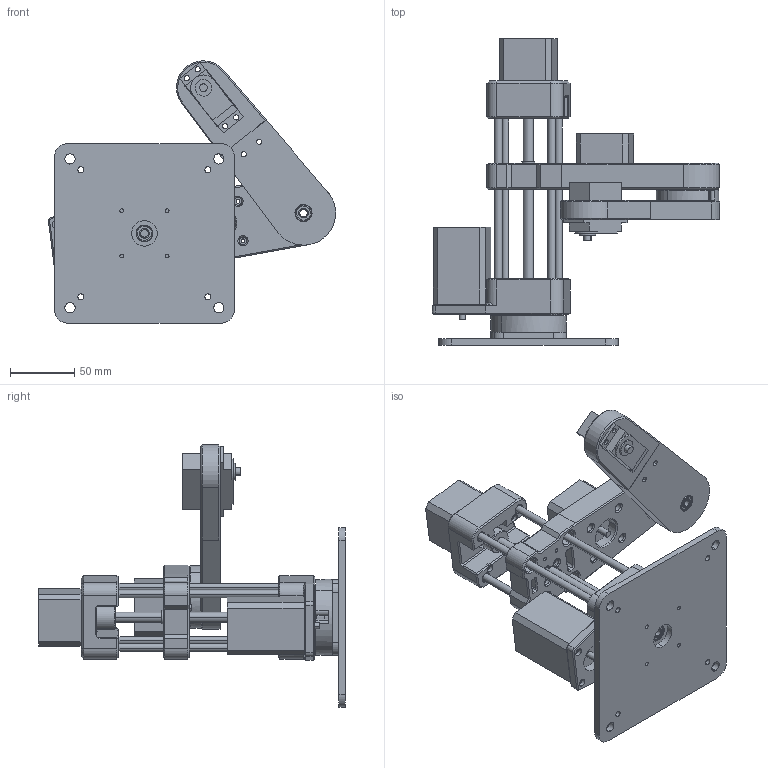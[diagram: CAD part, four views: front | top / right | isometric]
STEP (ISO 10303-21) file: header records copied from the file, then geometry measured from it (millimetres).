
FILE_DESCRIPTION (( 'STEP AP203' ), '1' );
FILE_NAME ('蚾饜 .STEP', '2021-10-12T16:03:16', ( '' ), ( '' ), 'SwSTEP 2.0', 'SolidWorks 2016', '' );
FILE_SCHEMA (( 'CONFIG_CONTROL_DESIGN' ));
Length unit declared in the file: millimetre
Products named in the file (18): 686zz; 薊粣ん1; x粣蛌怢; 42祭輛60mm; 蚾饜 ; 嗆儂; x粣翋旋; 階(佪裝z); y粣_GearTrax; 250嫖粣; 佪裝粣創釱; 佪裝; 42祭輛34mm; 6806粣創; x粣菁釱_GearTrax; y轴拓展（舵机）_GearTrax; 菁釱; T8蹟譫
Assembly tree (25 placements, depth 2):
  蚾饜 
    菁釱
    x粣菁釱_GearTrax
    6806粣創  x2
    686zz  x4
    x粣蛌怢
    250嫖粣  x4
    42祭輛60mm
    x粣翋旋
    42祭輛34mm  x2
    y粣_GearTrax
    y轴拓展（舵机）_GearTrax
    嗆儂
    階(佪裝z)
    T8蹟譫
    薊粣ん1
    佪裝
    佪裝粣創釱
Bounding box: 223.75 x 239 x 204.46 mm (x, y, z)
Volume: 834225.5 mm3; surface area: 231807.6 mm2
Topology: 25 solids, 25 shells, 1075 faces, 2558 edges, 1620 vertices
Faces by surface type: cylinder 524, plane 413, cone 138
Entity records: 30379 total; most frequent: DIRECTION 5288, CARTESIAN_POINT 4789, ORIENTED_EDGE 4588, EDGE_CURVE 2294, AXIS2_PLACEMENT_3D 2033, VERTEX_POINT 1456, LINE 1222, VECTOR 1222
